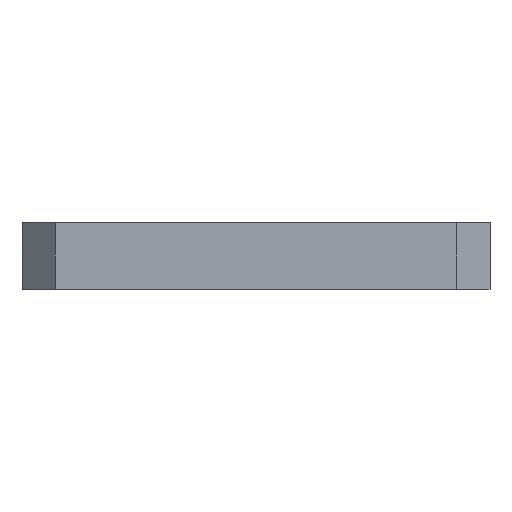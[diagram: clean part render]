
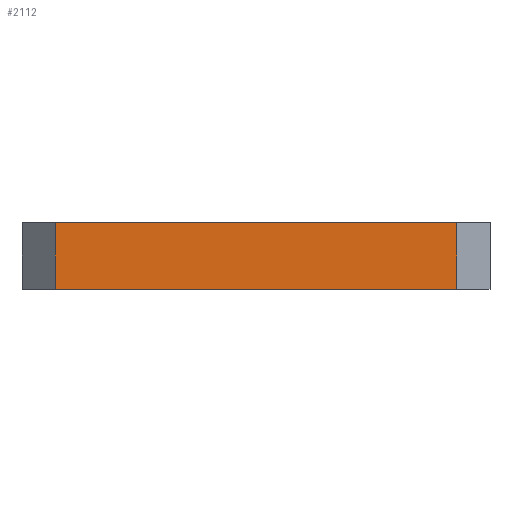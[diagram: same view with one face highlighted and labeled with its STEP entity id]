
A CAD part, front view. The second image highlights one B-rep face of the part: STEP entity #2112.
In plain terms, the highlighted planar face has unit normal (0, -1, 0).
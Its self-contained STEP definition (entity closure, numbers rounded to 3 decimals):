
#208=FACE_OUTER_BOUND('',#329,.T.);
#329=EDGE_LOOP('',(#1919,#1920,#1921,#1922));
#525=LINE('',#3361,#756);
#574=LINE('',#3507,#805);
#594=LINE('',#3648,#825);
#595=LINE('',#3650,#826);
#756=VECTOR('',#2581,10.);
#805=VECTOR('',#2668,10.);
#825=VECTOR('',#2752,10.);
#826=VECTOR('',#2755,10.);
#967=VERTEX_POINT('',#3358);
#968=VERTEX_POINT('',#3360);
#1007=VERTEX_POINT('',#3504);
#1008=VERTEX_POINT('',#3506);
#1228=EDGE_CURVE('',#968,#967,#525,.T.);
#1286=EDGE_CURVE('',#1007,#1008,#574,.T.);
#1324=EDGE_CURVE('',#967,#1008,#594,.T.);
#1325=EDGE_CURVE('',#968,#1007,#595,.T.);
#1919=ORIENTED_EDGE('',*,*,#1228,.T.);
#1920=ORIENTED_EDGE('',*,*,#1324,.T.);
#1921=ORIENTED_EDGE('',*,*,#1286,.F.);
#1922=ORIENTED_EDGE('',*,*,#1325,.F.);
#2002=PLANE('',#2263);
#2112=ADVANCED_FACE('',(#208),#2002,.T.);
#2263=AXIS2_PLACEMENT_3D('',#3649,#2753,#2754);
#2581=DIRECTION('',(1.,0.,0.));
#2668=DIRECTION('',(1.,0.,0.));
#2752=DIRECTION('',(0.,0.,1.));
#2753=DIRECTION('center_axis',(0.,-1.,0.));
#2754=DIRECTION('ref_axis',(1.,0.,0.));
#2755=DIRECTION('',(0.,0.,1.));
#3358=CARTESIAN_POINT('',(17.5,-20.5,0.));
#3360=CARTESIAN_POINT('',(-19.,-20.5,0.));
#3361=CARTESIAN_POINT('',(-19.,-20.5,0.));
#3504=CARTESIAN_POINT('',(-19.,-20.5,6.));
#3506=CARTESIAN_POINT('',(17.5,-20.5,6.));
#3507=CARTESIAN_POINT('',(-19.,-20.5,6.));
#3648=CARTESIAN_POINT('',(17.5,-20.5,0.));
#3649=CARTESIAN_POINT('Origin',(-19.,-20.5,0.));
#3650=CARTESIAN_POINT('',(-19.,-20.5,0.));
